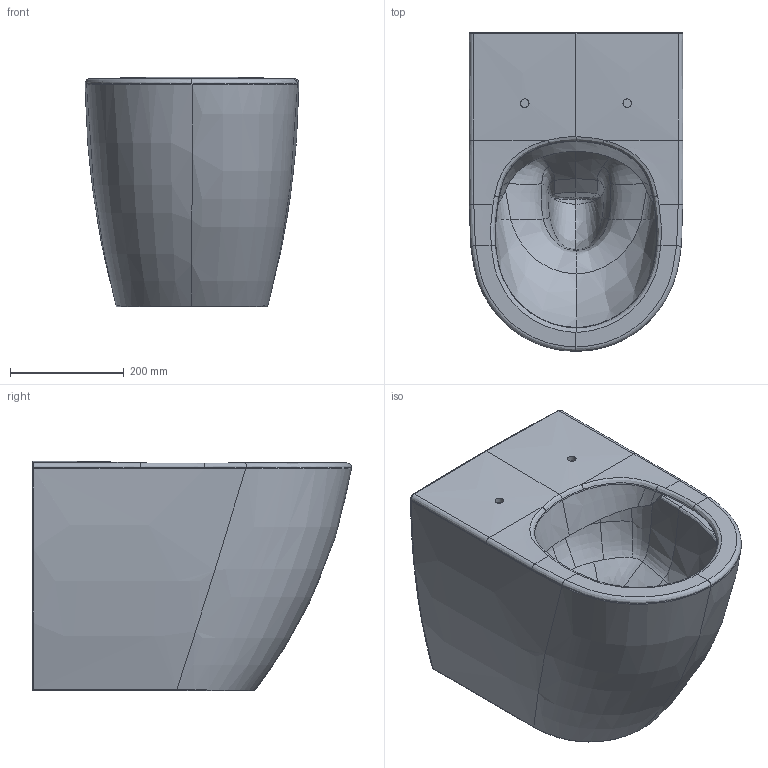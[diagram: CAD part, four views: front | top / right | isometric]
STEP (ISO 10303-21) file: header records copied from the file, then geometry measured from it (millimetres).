
FILE_DESCRIPTION(/* description */ (''),/* implementation_level */ '2;1');
FILE_NAME(/* name */ '5602R0_Subway_2_STWC.stp',/* time_stamp */ '2019-01-28T13:46:55+01:00',/* author */ (''),/* organization */ (''),/* preprocessor_version */ 'ST-DEVELOPER v16',/* originating_system */ 'SIEMENS PLM Software NX 10.0',/* authorisation */ '');
FILE_SCHEMA (('AUTOMOTIVE_DESIGN { 1 0 10303 214 3 1 1 1 }'));
Products named in the file (1): math0D101F9D13b9
Bounding box: 375.6 x 560 x 403.07 mm (x, y, z)
Volume: 47342980.6 mm3; surface area: 1154133.4 mm2
Topology: 1 solids, 1 shells, 347 faces, 942 edges, 589 vertices
Faces by surface type: bspline 316, plane 13, cone 4, torus 4, cylinder 4, extrusion 4, sphere 2
Full cylindrical faces by diameter (mm): 15 x2
Entity records: 38316 total; most frequent: CARTESIAN_POINT 32462, ORIENTED_EDGE 1860, EDGE_CURVE 930, B_SPLINE_CURVE_WITH_KNOTS 732, VERTEX_POINT 589, EDGE_LOOP 351, ADVANCED_FACE 347, FACE_OUTER_BOUND 343
